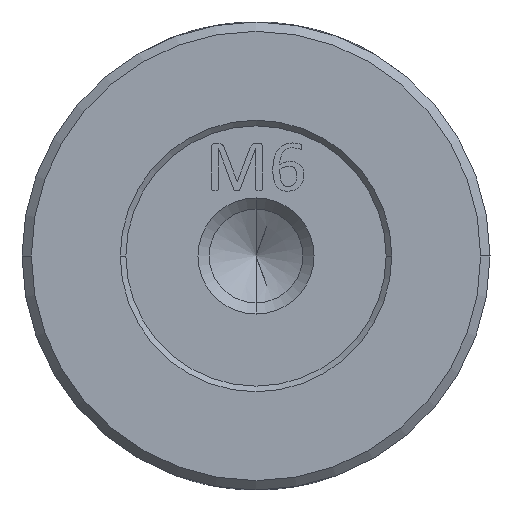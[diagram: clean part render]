
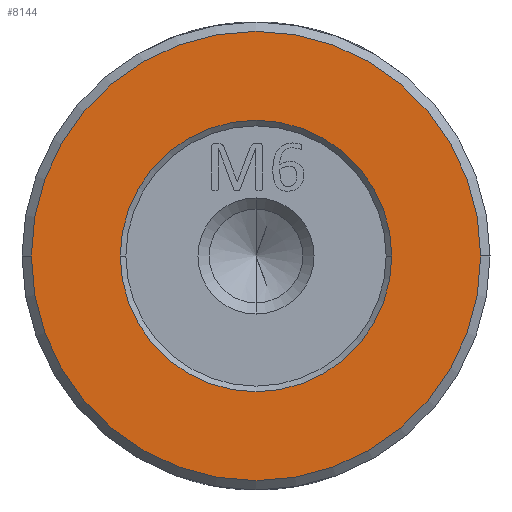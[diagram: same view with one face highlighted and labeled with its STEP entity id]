
A CAD part, left-side view. The second image highlights one B-rep face of the part: STEP entity #8144.
In plain terms, the highlighted planar face has unit normal (-1, 0, 0).
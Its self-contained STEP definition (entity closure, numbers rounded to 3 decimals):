
#6 = DIRECTION ( 'NONE',  ( -1., 0., 0. ) ) ;
#574 = DIRECTION ( 'NONE',  ( -1., 0., 0. ) ) ;
#704 = FACE_BOUND ( 'NONE', #3637, .T. ) ;
#1174 = DIRECTION ( 'NONE',  ( 0., -1., 0. ) ) ;
#1373 = CARTESIAN_POINT ( 'NONE',  ( -38.08, -3.461, 2.763 ) ) ;
#1667 = EDGE_CURVE ( 'NONE', #11887, #10258, #10098, .T. ) ;
#1810 = PLANE ( 'NONE',  #11730 ) ;
#1914 = AXIS2_PLACEMENT_3D ( 'NONE', #4431, #2348, #1174 ) ;
#1979 = CARTESIAN_POINT ( 'NONE',  ( -38.08, 15.789, 2.763 ) ) ;
#2348 = DIRECTION ( 'NONE',  ( 1., 0., 0. ) ) ;
#2408 = DIRECTION ( 'NONE',  ( 1., 0., 0. ) ) ;
#2470 = DIRECTION ( 'NONE',  ( -1., 0., 0. ) ) ;
#3119 = DIRECTION ( 'NONE',  ( 0., -1., 0. ) ) ;
#3383 = ORIENTED_EDGE ( 'NONE', *, *, #1667, .T. ) ;
#3480 = EDGE_CURVE ( 'NONE', #10258, #11887, #13425, .T. ) ;
#3637 = EDGE_LOOP ( 'NONE', ( #3383, #6619 ) ) ;
#4412 = CARTESIAN_POINT ( 'NONE',  ( -38.08, 1.289, 2.763 ) ) ;
#4431 = CARTESIAN_POINT ( 'NONE',  ( -38.08, 8.539, 2.763 ) ) ;
#4497 = CARTESIAN_POINT ( 'NONE',  ( -38.08, 8.539, 2.763 ) ) ;
#4942 = FACE_OUTER_BOUND ( 'NONE', #9933, .T. ) ;
#6038 = AXIS2_PLACEMENT_3D ( 'NONE', #12894, #6, #3119 ) ;
#6043 = CARTESIAN_POINT ( 'NONE',  ( -38.08, 8.539, 2.763 ) ) ;
#6619 = ORIENTED_EDGE ( 'NONE', *, *, #3480, .T. ) ;
#7154 = CIRCLE ( 'NONE', #6038, 12. ) ;
#7897 = CARTESIAN_POINT ( 'NONE',  ( -38.08, 8.539, 2.763 ) ) ;
#8144 = ADVANCED_FACE ( 'NONE', ( #704, #4942 ), #1810, .T. ) ;
#8248 = AXIS2_PLACEMENT_3D ( 'NONE', #7897, #2470, #12114 ) ;
#8668 = ORIENTED_EDGE ( 'NONE', *, *, #13320, .T. ) ;
#8682 = CARTESIAN_POINT ( 'NONE',  ( -38.08, 20.539, 2.763 ) ) ;
#8781 = AXIS2_PLACEMENT_3D ( 'NONE', #4497, #2408, #12948 ) ;
#9038 = ORIENTED_EDGE ( 'NONE', *, *, #12575, .T. ) ;
#9165 = DIRECTION ( 'NONE',  ( 0., 1., 0. ) ) ;
#9493 = VERTEX_POINT ( 'NONE', #8682 ) ;
#9933 = EDGE_LOOP ( 'NONE', ( #8668, #9038 ) ) ;
#10098 = CIRCLE ( 'NONE', #8781, 7.25 ) ;
#10258 = VERTEX_POINT ( 'NONE', #1979 ) ;
#11582 = VERTEX_POINT ( 'NONE', #1373 ) ;
#11730 = AXIS2_PLACEMENT_3D ( 'NONE', #6043, #574, #9165 ) ;
#11887 = VERTEX_POINT ( 'NONE', #4412 ) ;
#12114 = DIRECTION ( 'NONE',  ( 0., -1., 0. ) ) ;
#12238 = CIRCLE ( 'NONE', #8248, 12. ) ;
#12575 = EDGE_CURVE ( 'NONE', #11582, #9493, #12238, .T. ) ;
#12894 = CARTESIAN_POINT ( 'NONE',  ( -38.08, 8.539, 2.763 ) ) ;
#12948 = DIRECTION ( 'NONE',  ( 0., -1., 0. ) ) ;
#13320 = EDGE_CURVE ( 'NONE', #9493, #11582, #7154, .T. ) ;
#13425 = CIRCLE ( 'NONE', #1914, 7.25 ) ;
